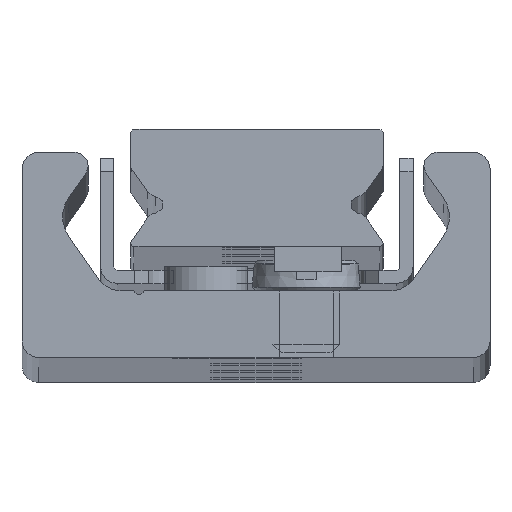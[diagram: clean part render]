
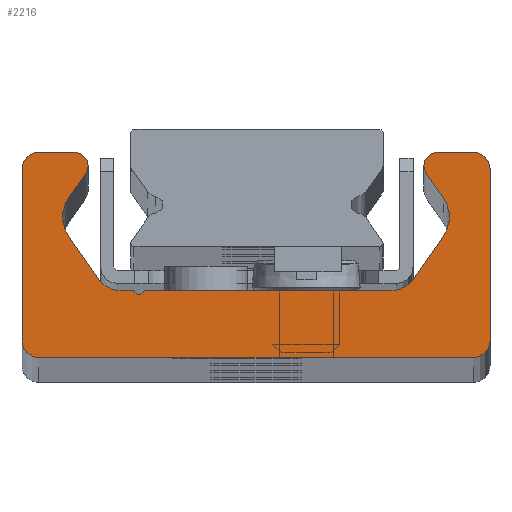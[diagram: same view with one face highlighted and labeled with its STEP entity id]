
A CAD part, top view. The second image highlights one B-rep face of the part: STEP entity #2216.
In plain terms, the highlighted planar face has unit normal (0, 0, 1).
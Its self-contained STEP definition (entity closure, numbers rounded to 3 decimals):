
#1298=CARTESIAN_POINT('',(7.0,0.0,850.0));
#1299=VERTEX_POINT('',#1298);
#1300=CARTESIAN_POINT('',(6.,1.0,850.0));
#1301=VERTEX_POINT('',#1300);
#1302=CARTESIAN_POINT('',(7.0,1.0,850.0));
#1303=DIRECTION('',(0.0,0.0,-1.0));
#1304=DIRECTION('',(-1.0,0.0,0.0));
#1305=AXIS2_PLACEMENT_3D('',#1302,#1303,#1304);
#1306=CIRCLE('',#1305,1.0);
#1307=EDGE_CURVE('',#1299,#1301,#1306,.T.);
#1340=CARTESIAN_POINT('',(6.,11.3,850.0));
#1341=VERTEX_POINT('',#1340);
#1342=CARTESIAN_POINT('',(6.,1.0,850.0));
#1343=DIRECTION('',(0.0,1.0,0.0));
#1344=VECTOR('',#1343,10.3);
#1345=LINE('',#1342,#1344);
#1346=EDGE_CURVE('',#1301,#1341,#1345,.T.);
#1371=CARTESIAN_POINT('',(7.0,12.3,850.0));
#1372=VERTEX_POINT('',#1371);
#1373=CARTESIAN_POINT('',(7.0,11.3,850.0));
#1374=DIRECTION('',(0.0,0.0,-1.0));
#1375=DIRECTION('',(0.0,1.0,0.0));
#1376=AXIS2_PLACEMENT_3D('',#1373,#1374,#1375);
#1377=CIRCLE('',#1376,1.);
#1378=EDGE_CURVE('',#1341,#1372,#1377,.T.);
#1404=CARTESIAN_POINT('',(9.17,12.3,850.0));
#1405=VERTEX_POINT('',#1404);
#1406=CARTESIAN_POINT('',(7.0,12.3,850.0));
#1407=DIRECTION('',(1.0,0.0,0.0));
#1408=VECTOR('',#1407,2.17);
#1409=LINE('',#1406,#1408);
#1410=EDGE_CURVE('',#1372,#1405,#1409,.T.);
#1435=CARTESIAN_POINT('',(9.826,11.041,850.0));
#1436=VERTEX_POINT('',#1435);
#1437=CARTESIAN_POINT('',(9.17,11.5,850.0));
#1438=DIRECTION('',(0.0,0.0,-1.0));
#1439=DIRECTION('',(0.819,-0.574,0.0));
#1440=AXIS2_PLACEMENT_3D('',#1437,#1438,#1439);
#1441=CIRCLE('',#1440,0.8);
#1442=EDGE_CURVE('',#1405,#1436,#1441,.T.);
#1468=CARTESIAN_POINT('',(8.794,9.567,850.0));
#1469=VERTEX_POINT('',#1468);
#1470=CARTESIAN_POINT('',(9.826,11.041,850.0));
#1471=DIRECTION('',(-0.574,-0.819,0.0));
#1472=VECTOR('',#1471,1.799);
#1473=LINE('',#1470,#1472);
#1474=EDGE_CURVE('',#1436,#1469,#1473,.T.);
#1499=CARTESIAN_POINT('',(8.794,7.273,850.0));
#1500=VERTEX_POINT('',#1499);
#1501=CARTESIAN_POINT('',(10.432,8.42,850.0));
#1502=DIRECTION('',(0.0,0.0,1.0));
#1503=DIRECTION('',(0.819,-0.574,0.0));
#1504=AXIS2_PLACEMENT_3D('',#1501,#1502,#1503);
#1505=CIRCLE('',#1504,2.0);
#1506=EDGE_CURVE('',#1469,#1500,#1505,.T.);
#1532=CARTESIAN_POINT('',(10.637,4.64,850.0));
#1533=VERTEX_POINT('',#1532);
#1534=CARTESIAN_POINT('',(8.794,7.273,850.0));
#1535=DIRECTION('',(0.574,-0.819,0.0));
#1536=VECTOR('',#1535,3.215);
#1537=LINE('',#1534,#1536);
#1538=EDGE_CURVE('',#1500,#1533,#1537,.T.);
#1563=CARTESIAN_POINT('',(11.866,4.0,850.0));
#1564=VERTEX_POINT('',#1563);
#1565=CARTESIAN_POINT('',(11.866,5.5,850.0));
#1566=DIRECTION('',(0.0,0.0,1.0));
#1567=DIRECTION('',(0.819,0.574,0.0));
#1568=AXIS2_PLACEMENT_3D('',#1565,#1566,#1567);
#1569=CIRCLE('',#1568,1.5);
#1570=EDGE_CURVE('',#1533,#1564,#1569,.T.);
#1596=CARTESIAN_POINT('',(12.665,4.0,850.0));
#1597=VERTEX_POINT('',#1596);
#1598=CARTESIAN_POINT('',(11.866,4.0,850.0));
#1599=DIRECTION('',(1.0,0.0,0.0));
#1600=VECTOR('',#1599,0.798);
#1601=LINE('',#1598,#1600);
#1602=EDGE_CURVE('',#1564,#1597,#1601,.T.);
#1627=CARTESIAN_POINT('',(12.76,3.929,850.0));
#1628=VERTEX_POINT('',#1627);
#1629=CARTESIAN_POINT('',(12.665,3.9,850.0));
#1630=DIRECTION('',(0.0,0.0,-1.0));
#1631=DIRECTION('',(0.958,0.286,0.0));
#1632=AXIS2_PLACEMENT_3D('',#1629,#1630,#1631);
#1633=CIRCLE('',#1632,0.1);
#1634=EDGE_CURVE('',#1597,#1628,#1633,.T.);
#1660=CARTESIAN_POINT('',(13.24,3.929,850.0));
#1661=VERTEX_POINT('',#1660);
#1662=CARTESIAN_POINT('',(13.,4.0,850.0));
#1663=DIRECTION('',(0.0,0.0,1.));
#1664=DIRECTION('',(0.958,0.286,0.0));
#1665=AXIS2_PLACEMENT_3D('',#1662,#1663,#1664);
#1666=CIRCLE('',#1665,0.25);
#1667=EDGE_CURVE('',#1628,#1661,#1666,.T.);
#1693=CARTESIAN_POINT('',(13.335,4.0,850.0));
#1694=VERTEX_POINT('',#1693);
#1695=CARTESIAN_POINT('',(13.335,3.9,850.0));
#1696=DIRECTION('',(0.0,0.0,-1.0));
#1697=DIRECTION('',(0.0,1.0,0.0));
#1698=AXIS2_PLACEMENT_3D('',#1695,#1696,#1697);
#1699=CIRCLE('',#1698,0.1);
#1700=EDGE_CURVE('',#1661,#1694,#1699,.T.);
#1726=CARTESIAN_POINT('',(28.134,4.,850.0));
#1727=VERTEX_POINT('',#1726);
#1728=CARTESIAN_POINT('',(13.335,4.0,850.0));
#1729=DIRECTION('',(1.0,0.0,0.0));
#1730=VECTOR('',#1729,14.798);
#1731=LINE('',#1728,#1730);
#1732=EDGE_CURVE('',#1694,#1727,#1731,.T.);
#1802=CARTESIAN_POINT('',(29.363,4.64,850.0));
#1803=VERTEX_POINT('',#1802);
#1804=CARTESIAN_POINT('',(28.134,5.5,850.0));
#1805=DIRECTION('',(0.0,0.0,1.0));
#1806=DIRECTION('',(0.0,1.0,0.0));
#1807=AXIS2_PLACEMENT_3D('',#1804,#1805,#1806);
#1808=CIRCLE('',#1807,1.5);
#1809=EDGE_CURVE('',#1727,#1803,#1808,.T.);
#1835=CARTESIAN_POINT('',(31.206,7.273,850.0));
#1836=VERTEX_POINT('',#1835);
#1837=CARTESIAN_POINT('',(29.363,4.64,850.0));
#1838=DIRECTION('',(0.574,0.819,0.0));
#1839=VECTOR('',#1838,3.215);
#1840=LINE('',#1837,#1839);
#1841=EDGE_CURVE('',#1803,#1836,#1840,.T.);
#1866=CARTESIAN_POINT('',(31.206,9.567,850.0));
#1867=VERTEX_POINT('',#1866);
#1868=CARTESIAN_POINT('',(29.568,8.42,850.0));
#1869=DIRECTION('',(0.0,0.0,1.));
#1870=DIRECTION('',(-0.819,0.574,0.0));
#1871=AXIS2_PLACEMENT_3D('',#1868,#1869,#1870);
#1872=CIRCLE('',#1871,2.0);
#1873=EDGE_CURVE('',#1836,#1867,#1872,.T.);
#1899=CARTESIAN_POINT('',(30.174,11.041,850.0));
#1900=VERTEX_POINT('',#1899);
#1901=CARTESIAN_POINT('',(31.206,9.567,850.0));
#1902=DIRECTION('',(-0.574,0.819,0.0));
#1903=VECTOR('',#1902,1.799);
#1904=LINE('',#1901,#1903);
#1905=EDGE_CURVE('',#1867,#1900,#1904,.T.);
#1930=CARTESIAN_POINT('',(30.83,12.3,850.0));
#1931=VERTEX_POINT('',#1930);
#1932=CARTESIAN_POINT('',(30.83,11.5,850.0));
#1933=DIRECTION('',(0.0,0.0,-1.0));
#1934=DIRECTION('',(0.0,1.0,0.0));
#1935=AXIS2_PLACEMENT_3D('',#1932,#1933,#1934);
#1936=CIRCLE('',#1935,0.8);
#1937=EDGE_CURVE('',#1900,#1931,#1936,.T.);
#1963=CARTESIAN_POINT('',(33.0,12.3,850.0));
#1964=VERTEX_POINT('',#1963);
#1965=CARTESIAN_POINT('',(30.83,12.3,850.0));
#1966=DIRECTION('',(1.0,0.0,0.0));
#1967=VECTOR('',#1966,2.17);
#1968=LINE('',#1965,#1967);
#1969=EDGE_CURVE('',#1931,#1964,#1968,.T.);
#1994=CARTESIAN_POINT('',(34.0,11.3,850.0));
#1995=VERTEX_POINT('',#1994);
#1996=CARTESIAN_POINT('',(33.0,11.3,850.0));
#1997=DIRECTION('',(0.0,0.0,-1.0));
#1998=DIRECTION('',(1.0,0.0,0.0));
#1999=AXIS2_PLACEMENT_3D('',#1996,#1997,#1998);
#2000=CIRCLE('',#1999,1.);
#2001=EDGE_CURVE('',#1964,#1995,#2000,.T.);
#2027=CARTESIAN_POINT('',(34.0,1.0,850.0));
#2028=VERTEX_POINT('',#2027);
#2029=CARTESIAN_POINT('',(34.0,11.3,850.0));
#2030=DIRECTION('',(0.0,-1.0,0.0));
#2031=VECTOR('',#2030,10.3);
#2032=LINE('',#2029,#2031);
#2033=EDGE_CURVE('',#1995,#2028,#2032,.T.);
#2058=CARTESIAN_POINT('',(33.0,0.0,850.0));
#2059=VERTEX_POINT('',#2058);
#2060=CARTESIAN_POINT('',(33.0,1.0,850.0));
#2061=DIRECTION('',(0.0,0.0,-1.0));
#2062=DIRECTION('',(0.0,-1.0,0.0));
#2063=AXIS2_PLACEMENT_3D('',#2060,#2061,#2062);
#2064=CIRCLE('',#2063,1.0);
#2065=EDGE_CURVE('',#2028,#2059,#2064,.T.);
#2091=CARTESIAN_POINT('',(33.0,0.0,850.0));
#2092=DIRECTION('',(-1.0,0.0,0.0));
#2093=VECTOR('',#2092,26.0);
#2094=LINE('',#2091,#2093);
#2095=EDGE_CURVE('',#2059,#1299,#2094,.T.);
#2185=CARTESIAN_POINT('',(19.983,4.783,850.0));
#2186=DIRECTION('',(0.0,0.0,1.0));
#2187=DIRECTION('',(1.0,0.0,0.0));
#2188=AXIS2_PLACEMENT_3D('',#2185,#2186,#2187);
#2189=PLANE('',#2188);
#2190=ORIENTED_EDGE('',*,*,#1307,.F.);
#2191=ORIENTED_EDGE('',*,*,#2095,.F.);
#2192=ORIENTED_EDGE('',*,*,#2065,.F.);
#2193=ORIENTED_EDGE('',*,*,#2033,.F.);
#2194=ORIENTED_EDGE('',*,*,#2001,.F.);
#2195=ORIENTED_EDGE('',*,*,#1969,.F.);
#2196=ORIENTED_EDGE('',*,*,#1937,.F.);
#2197=ORIENTED_EDGE('',*,*,#1905,.F.);
#2198=ORIENTED_EDGE('',*,*,#1873,.F.);
#2199=ORIENTED_EDGE('',*,*,#1841,.F.);
#2200=ORIENTED_EDGE('',*,*,#1809,.F.);
#2201=ORIENTED_EDGE('',*,*,#1732,.F.);
#2202=ORIENTED_EDGE('',*,*,#1700,.F.);
#2203=ORIENTED_EDGE('',*,*,#1667,.F.);
#2204=ORIENTED_EDGE('',*,*,#1634,.F.);
#2205=ORIENTED_EDGE('',*,*,#1602,.F.);
#2206=ORIENTED_EDGE('',*,*,#1570,.F.);
#2207=ORIENTED_EDGE('',*,*,#1538,.F.);
#2208=ORIENTED_EDGE('',*,*,#1506,.F.);
#2209=ORIENTED_EDGE('',*,*,#1474,.F.);
#2210=ORIENTED_EDGE('',*,*,#1442,.F.);
#2211=ORIENTED_EDGE('',*,*,#1410,.F.);
#2212=ORIENTED_EDGE('',*,*,#1378,.F.);
#2213=ORIENTED_EDGE('',*,*,#1346,.F.);
#2214=EDGE_LOOP('',(#2190,#2191,#2192,#2193,#2194,#2195,#2196,#2197,#2198,#2199,#2200,#2201,#2202,#2203,#2204,#2205,#2206,#2207,#2208,#2209,#2210,#2211,#2212,#2213));
#2215=FACE_OUTER_BOUND('',#2214,.T.);
#2216=ADVANCED_FACE('',(#2215),#2189,.T.);
